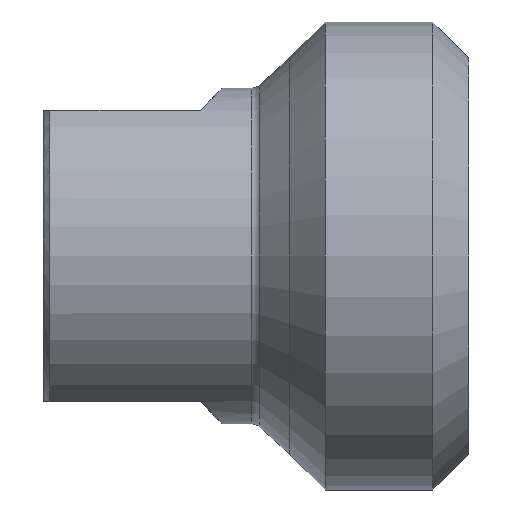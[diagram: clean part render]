
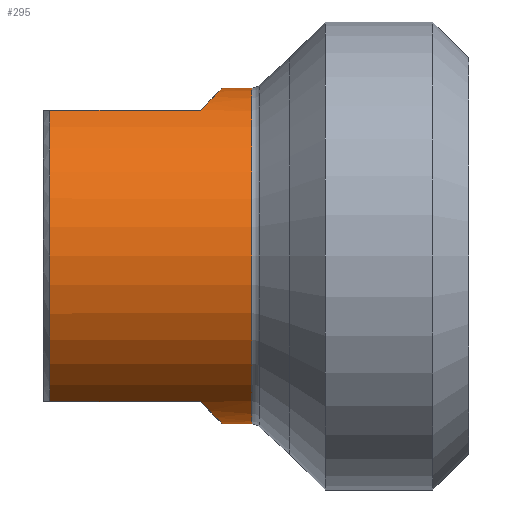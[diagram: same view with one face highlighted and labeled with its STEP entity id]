
A CAD part, front view. The second image highlights one B-rep face of the part: STEP entity #295.
In plain terms, the highlighted cylindrical face has radius 7.5 mm (diameter 15 mm), a full revolution.
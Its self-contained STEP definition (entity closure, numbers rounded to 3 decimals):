
#25=CIRCLE('',#335,7.5);
#26=CIRCLE('',#336,7.5);
#27=CIRCLE('',#337,7.5);
#28=CIRCLE('',#338,7.5);
#29=CIRCLE('',#339,7.5);
#47=CYLINDRICAL_SURFACE('',#334,7.5);
#58=FACE_OUTER_BOUND('',#75,.T.);
#75=EDGE_LOOP('',(#213,#214,#215,#216,#217,#218,#219,#220,#221,#222,#223,
#224,#225));
#91=LINE('',#477,#107);
#93=LINE('',#488,#109);
#95=LINE('',#496,#111);
#97=LINE('',#507,#113);
#98=LINE('',#513,#114);
#107=VECTOR('',#378,10.);
#109=VECTOR('',#380,10.);
#111=VECTOR('',#388,10.);
#113=VECTOR('',#390,10.);
#114=VECTOR('',#395,7.5);
#122=ELLIPSE('',#329,10.607,7.5);
#123=ELLIPSE('',#332,10.607,7.5);
#124=VERTEX_POINT('',#471);
#125=VERTEX_POINT('',#472);
#126=VERTEX_POINT('',#476);
#129=VERTEX_POINT('',#484);
#130=VERTEX_POINT('',#490);
#131=VERTEX_POINT('',#491);
#132=VERTEX_POINT('',#495);
#135=VERTEX_POINT('',#503);
#136=VERTEX_POINT('',#509);
#137=VERTEX_POINT('',#510);
#138=VERTEX_POINT('',#512);
#153=EDGE_CURVE('',#124,#125,#122,.T.);
#155=EDGE_CURVE('',#126,#124,#91,.T.);
#159=EDGE_CURVE('',#125,#129,#93,.T.);
#160=EDGE_CURVE('',#130,#131,#123,.T.);
#162=EDGE_CURVE('',#132,#130,#95,.T.);
#166=EDGE_CURVE('',#131,#135,#97,.T.);
#167=EDGE_CURVE('',#136,#137,#25,.T.);
#168=EDGE_CURVE('',#136,#138,#98,.T.);
#169=EDGE_CURVE('',#132,#138,#26,.T.);
#170=EDGE_CURVE('',#126,#135,#27,.T.);
#171=EDGE_CURVE('',#138,#129,#28,.T.);
#172=EDGE_CURVE('',#137,#136,#29,.T.);
#213=ORIENTED_EDGE('',*,*,#167,.F.);
#214=ORIENTED_EDGE('',*,*,#168,.T.);
#215=ORIENTED_EDGE('',*,*,#169,.F.);
#216=ORIENTED_EDGE('',*,*,#162,.T.);
#217=ORIENTED_EDGE('',*,*,#160,.T.);
#218=ORIENTED_EDGE('',*,*,#166,.T.);
#219=ORIENTED_EDGE('',*,*,#170,.F.);
#220=ORIENTED_EDGE('',*,*,#155,.T.);
#221=ORIENTED_EDGE('',*,*,#153,.T.);
#222=ORIENTED_EDGE('',*,*,#159,.T.);
#223=ORIENTED_EDGE('',*,*,#171,.F.);
#224=ORIENTED_EDGE('',*,*,#168,.F.);
#225=ORIENTED_EDGE('',*,*,#172,.F.);
#295=ADVANCED_FACE('',(#58),#47,.T.);
#329=AXIS2_PLACEMENT_3D('',#473,#373,#374);
#332=AXIS2_PLACEMENT_3D('',#492,#383,#384);
#334=AXIS2_PLACEMENT_3D('',#508,#391,#392);
#335=AXIS2_PLACEMENT_3D('',#511,#393,#394);
#336=AXIS2_PLACEMENT_3D('',#514,#396,#397);
#337=AXIS2_PLACEMENT_3D('',#515,#398,#399);
#338=AXIS2_PLACEMENT_3D('',#516,#400,#401);
#339=AXIS2_PLACEMENT_3D('',#517,#402,#403);
#373=DIRECTION('center_axis',(0.707,0.,-0.707));
#374=DIRECTION('ref_axis',(0.707,0.,0.707));
#378=DIRECTION('',(1.,0.,0.));
#380=DIRECTION('',(-1.,0.,0.));
#383=DIRECTION('center_axis',(0.707,0.,0.707));
#384=DIRECTION('ref_axis',(-0.707,0.,0.707));
#388=DIRECTION('',(1.,0.,0.));
#390=DIRECTION('',(-1.,0.,0.));
#391=DIRECTION('center_axis',(1.,0.,0.));
#392=DIRECTION('ref_axis',(0.,1.,0.));
#393=DIRECTION('center_axis',(1.,0.,0.));
#394=DIRECTION('ref_axis',(0.,-1.,0.));
#395=DIRECTION('',(-1.,0.,0.));
#396=DIRECTION('center_axis',(-1.,0.,0.));
#397=DIRECTION('ref_axis',(0.,-1.,0.));
#398=DIRECTION('center_axis',(-1.,0.,0.));
#399=DIRECTION('ref_axis',(0.,-1.,0.));
#400=DIRECTION('center_axis',(-1.,0.,0.));
#401=DIRECTION('ref_axis',(0.,-1.,0.));
#402=DIRECTION('center_axis',(1.,0.,0.));
#403=DIRECTION('ref_axis',(0.,-1.,0.));
#471=CARTESIAN_POINT('',(-12.,3.742,6.5));
#472=CARTESIAN_POINT('',(-12.,-3.742,6.5));
#473=CARTESIAN_POINT('Origin',(-18.5,0.,0.));
#476=CARTESIAN_POINT('',(-18.7,3.742,6.5));
#477=CARTESIAN_POINT('',(-14.25,3.742,6.5));
#484=CARTESIAN_POINT('',(-18.7,-3.742,6.5));
#488=CARTESIAN_POINT('',(-14.25,-3.742,6.5));
#490=CARTESIAN_POINT('',(-12.,-3.742,-6.5));
#491=CARTESIAN_POINT('',(-12.,3.742,-6.5));
#492=CARTESIAN_POINT('Origin',(-18.5,0.,0.));
#495=CARTESIAN_POINT('',(-18.7,-3.742,-6.5));
#496=CARTESIAN_POINT('',(-14.25,-3.742,-6.5));
#503=CARTESIAN_POINT('',(-18.7,3.742,-6.5));
#507=CARTESIAN_POINT('',(-14.25,3.742,-6.5));
#508=CARTESIAN_POINT('Origin',(-14.25,0.,0.));
#509=CARTESIAN_POINT('',(-9.692,-7.5,0.));
#510=CARTESIAN_POINT('',(-9.692,0.,7.5));
#511=CARTESIAN_POINT('Origin',(-9.692,0.,0.));
#512=CARTESIAN_POINT('',(-18.7,-7.5,0.));
#513=CARTESIAN_POINT('',(-14.25,-7.5,0.));
#514=CARTESIAN_POINT('Origin',(-18.7,0.,0.));
#515=CARTESIAN_POINT('Origin',(-18.7,0.,0.));
#516=CARTESIAN_POINT('Origin',(-18.7,0.,0.));
#517=CARTESIAN_POINT('Origin',(-9.692,0.,0.));
